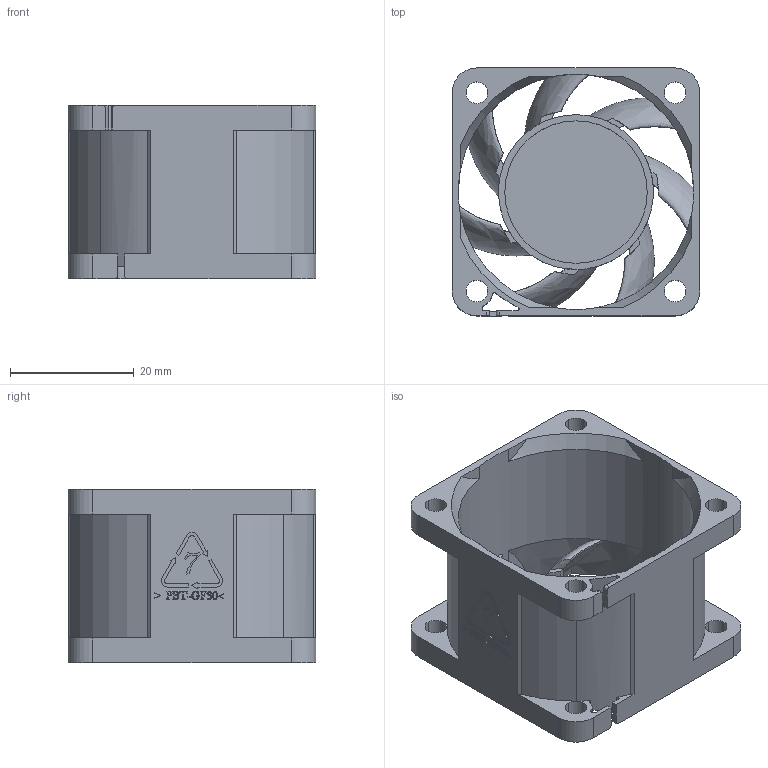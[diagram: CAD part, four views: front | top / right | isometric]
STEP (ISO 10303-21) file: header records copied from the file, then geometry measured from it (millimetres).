
FILE_DESCRIPTION (( 'STEP AP203' ), '1' );
FILE_NAME ('OD4028-XC_m1_frame.stp', '2023-08-29T14:28:14', ( '' ), ( '' ), 'SwSTEP 2.0', 'SolidWorks 2018', '' );
FILE_SCHEMA (( 'CONFIG_CONTROL_DESIGN' ));
Length unit declared in the file: millimetre
Products named in the file (1): OD4028-XC_m1_frame
Bounding box: 40 x 40 x 28 mm (x, y, z)
Volume: 8255.9 mm3; surface area: 11659 mm2
Topology: 1 solids, 1 shells, 508 faces, 1462 edges, 970 vertices
Faces by surface type: cylinder 260, plane 223, bspline 17, cone 8
Entity records: 20781 total; most frequent: CARTESIAN_POINT 8514, ORIENTED_EDGE 2924, DIRECTION 1971, EDGE_CURVE 1462, VERTEX_POINT 970, AXIS2_PLACEMENT_3D 694, B_SPLINE_CURVE_WITH_KNOTS 677, LINE 583
